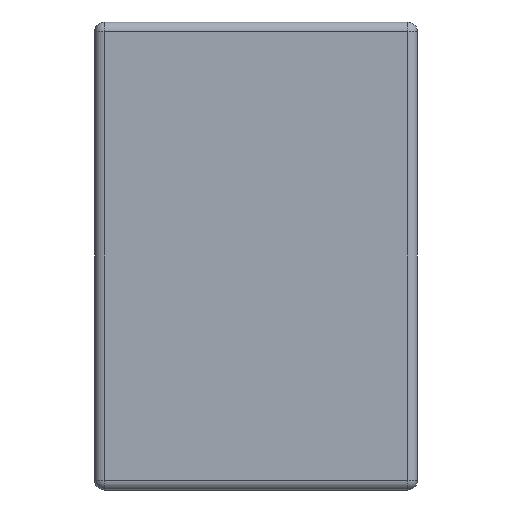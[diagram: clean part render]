
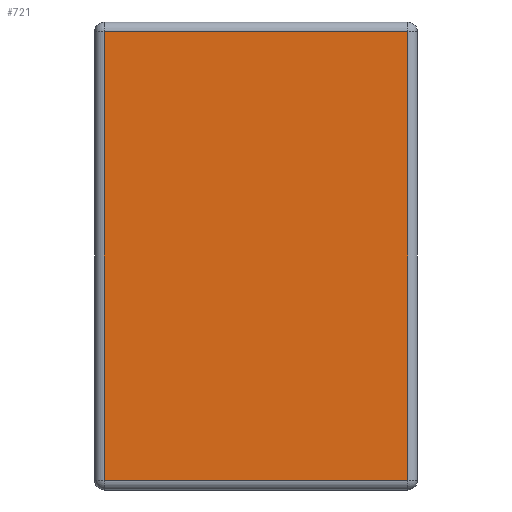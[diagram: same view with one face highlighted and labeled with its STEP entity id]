
A CAD part, left-side view. The second image highlights one B-rep face of the part: STEP entity #721.
In plain terms, the highlighted planar face has unit normal (-1, 0, 0).
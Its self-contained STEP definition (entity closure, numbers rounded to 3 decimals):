
#104 = VECTOR ( 'NONE', #402, 1000. ) ;
#125 = DIRECTION ( 'NONE',  ( -1., 0., 0. ) ) ;
#200 = LINE ( 'NONE', #3073, #2194 ) ;
#304 = EDGE_CURVE ( 'NONE', #2136, #542, #530, .T. ) ;
#402 = DIRECTION ( 'NONE',  ( 0., 1., 0. ) ) ;
#530 = LINE ( 'NONE', #1663, #2447 ) ;
#542 = VERTEX_POINT ( 'NONE', #1866 ) ;
#709 = VERTEX_POINT ( 'NONE', #2328 ) ;
#721 = ADVANCED_FACE ( 'NONE', ( #1063 ), #2298, .T. ) ;
#738 = ORIENTED_EDGE ( 'NONE', *, *, #764, .T. ) ;
#764 = EDGE_CURVE ( 'NONE', #4323, #2136, #200, .T. ) ;
#993 = ORIENTED_EDGE ( 'NONE', *, *, #1467, .T. ) ;
#1063 = FACE_OUTER_BOUND ( 'NONE', #2147, .T. ) ;
#1324 = DIRECTION ( 'NONE',  ( 0., -1., 0. ) ) ;
#1351 = LINE ( 'NONE', #4598, #1729 ) ;
#1464 = CARTESIAN_POINT ( 'NONE',  ( 0., 1., -0.03 ) ) ;
#1467 = EDGE_CURVE ( 'NONE', #709, #4323, #1351, .T. ) ;
#1663 = CARTESIAN_POINT ( 'NONE',  ( 0., 0.03, 0. ) ) ;
#1729 = VECTOR ( 'NONE', #3176, 1000. ) ;
#1866 = CARTESIAN_POINT ( 'NONE',  ( 0., 0.03, -0.03 ) ) ;
#2136 = VERTEX_POINT ( 'NONE', #2164 ) ;
#2147 = EDGE_LOOP ( 'NONE', ( #738, #2573, #2184, #993 ) ) ;
#2164 = CARTESIAN_POINT ( 'NONE',  ( 0., 0.03, -1.42 ) ) ;
#2184 = ORIENTED_EDGE ( 'NONE', *, *, #2680, .T. ) ;
#2194 = VECTOR ( 'NONE', #1324, 1000. ) ;
#2298 = PLANE ( 'NONE',  #2676 ) ;
#2328 = CARTESIAN_POINT ( 'NONE',  ( 0., 0.97, -0.03 ) ) ;
#2447 = VECTOR ( 'NONE', #4188, 1000. ) ;
#2573 = ORIENTED_EDGE ( 'NONE', *, *, #304, .T. ) ;
#2575 = CARTESIAN_POINT ( 'NONE',  ( 0., 0.97, -1.42 ) ) ;
#2673 = CARTESIAN_POINT ( 'NONE',  ( 0., 0., 0. ) ) ;
#2676 = AXIS2_PLACEMENT_3D ( 'NONE', #2673, #125, #3771 ) ;
#2680 = EDGE_CURVE ( 'NONE', #542, #709, #4227, .T. ) ;
#3073 = CARTESIAN_POINT ( 'NONE',  ( 0., 0., -1.42 ) ) ;
#3176 = DIRECTION ( 'NONE',  ( 0., 0., -1. ) ) ;
#3771 = DIRECTION ( 'NONE',  ( 0., 0., 1. ) ) ;
#4188 = DIRECTION ( 'NONE',  ( 0., 0., 1. ) ) ;
#4227 = LINE ( 'NONE', #1464, #104 ) ;
#4323 = VERTEX_POINT ( 'NONE', #2575 ) ;
#4598 = CARTESIAN_POINT ( 'NONE',  ( 0., 0.97, -1.45 ) ) ;
